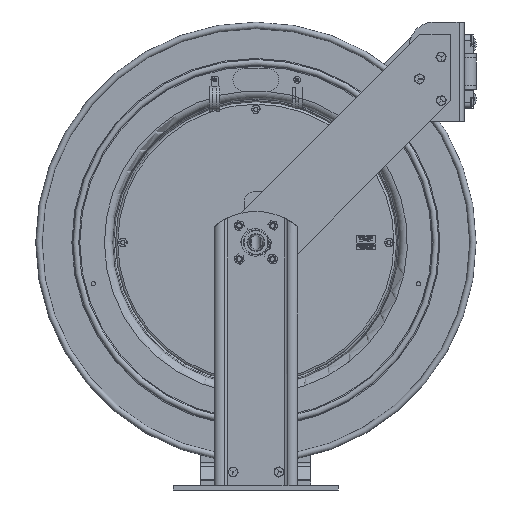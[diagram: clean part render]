
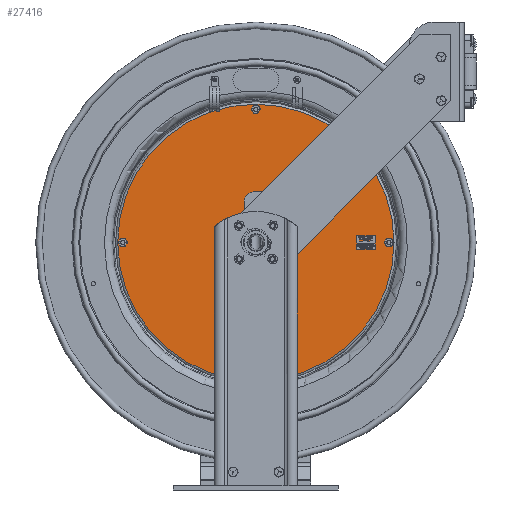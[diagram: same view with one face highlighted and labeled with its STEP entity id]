
A CAD part, front view. The second image highlights one B-rep face of the part: STEP entity #27416.
In plain terms, the highlighted planar face has unit normal (0, -1, 0).
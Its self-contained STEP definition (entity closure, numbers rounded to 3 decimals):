
#1720=FACE_BOUND('',#3018,.T.);
#1721=FACE_BOUND('',#3019,.T.);
#1722=FACE_BOUND('',#3020,.T.);
#1723=FACE_BOUND('',#3021,.T.);
#1724=FACE_BOUND('',#3022,.T.);
#2360=FACE_OUTER_BOUND('',#3017,.T.);
#3017=EDGE_LOOP('',(#22733));
#3018=EDGE_LOOP('',(#22734));
#3019=EDGE_LOOP('',(#22735));
#3020=EDGE_LOOP('',(#22736));
#3021=EDGE_LOOP('',(#22737));
#3022=EDGE_LOOP('',(#22738));
#3959=CIRCLE('',#28487,7.53);
#3960=CIRCLE('',#28488,0.141);
#3961=CIRCLE('',#28489,0.141);
#3962=CIRCLE('',#28490,0.141);
#3963=CIRCLE('',#28491,0.141);
#3964=CIRCLE('',#28492,0.655);
#12371=VERTEX_POINT('',#42160);
#12372=VERTEX_POINT('',#42162);
#12373=VERTEX_POINT('',#42164);
#12374=VERTEX_POINT('',#42166);
#12375=VERTEX_POINT('',#42168);
#12376=VERTEX_POINT('',#42170);
#17347=EDGE_CURVE('',#12371,#12371,#3959,.T.);
#17348=EDGE_CURVE('',#12372,#12372,#3960,.T.);
#17349=EDGE_CURVE('',#12373,#12373,#3961,.T.);
#17350=EDGE_CURVE('',#12374,#12374,#3962,.T.);
#17351=EDGE_CURVE('',#12375,#12375,#3963,.T.);
#17352=EDGE_CURVE('',#12376,#12376,#3964,.T.);
#22733=ORIENTED_EDGE('',*,*,#17347,.F.);
#22734=ORIENTED_EDGE('',*,*,#17348,.T.);
#22735=ORIENTED_EDGE('',*,*,#17349,.T.);
#22736=ORIENTED_EDGE('',*,*,#17350,.T.);
#22737=ORIENTED_EDGE('',*,*,#17351,.T.);
#22738=ORIENTED_EDGE('',*,*,#17352,.T.);
#26424=PLANE('',#28486);
#27416=ADVANCED_FACE('',(#2360,#1720,#1721,#1722,#1723,#1724),#26424,.T.);
#28486=AXIS2_PLACEMENT_3D('',#42159,#31437,#31438);
#28487=AXIS2_PLACEMENT_3D('',#42161,#31439,#31440);
#28488=AXIS2_PLACEMENT_3D('',#42163,#31441,#31442);
#28489=AXIS2_PLACEMENT_3D('',#42165,#31443,#31444);
#28490=AXIS2_PLACEMENT_3D('',#42167,#31445,#31446);
#28491=AXIS2_PLACEMENT_3D('',#42169,#31447,#31448);
#28492=AXIS2_PLACEMENT_3D('',#42171,#31449,#31450);
#31437=DIRECTION('center_axis',(0.,-1.,0.));
#31438=DIRECTION('ref_axis',(0.,0.,1.));
#31439=DIRECTION('center_axis',(0.,1.,0.));
#31440=DIRECTION('ref_axis',(-1.,0.,0.));
#31441=DIRECTION('center_axis',(0.,1.,0.));
#31442=DIRECTION('ref_axis',(-1.,0.,0.));
#31443=DIRECTION('center_axis',(0.,1.,0.));
#31444=DIRECTION('ref_axis',(-1.,0.,0.));
#31445=DIRECTION('center_axis',(0.,1.,0.));
#31446=DIRECTION('ref_axis',(-1.,0.,0.));
#31447=DIRECTION('center_axis',(0.,1.,0.));
#31448=DIRECTION('ref_axis',(-1.,0.,0.));
#31449=DIRECTION('center_axis',(0.,1.,0.));
#31450=DIRECTION('ref_axis',(1.,0.,0.));
#42159=CARTESIAN_POINT('Origin',(67.155,39.256,-87.587));
#42160=CARTESIAN_POINT('',(63.39,39.256,-87.587));
#42161=CARTESIAN_POINT('Origin',(70.92,39.256,-87.587));
#42162=CARTESIAN_POINT('',(63.53,39.256,-87.587));
#42163=CARTESIAN_POINT('Origin',(63.67,39.256,-87.587));
#42164=CARTESIAN_POINT('',(78.03,39.256,-87.587));
#42165=CARTESIAN_POINT('Origin',(78.17,39.256,-87.587));
#42166=CARTESIAN_POINT('',(70.78,39.256,-94.837));
#42167=CARTESIAN_POINT('Origin',(70.92,39.256,-94.837));
#42168=CARTESIAN_POINT('',(70.78,39.256,-80.337));
#42169=CARTESIAN_POINT('Origin',(70.92,39.256,-80.337));
#42170=CARTESIAN_POINT('',(70.265,39.256,-87.587));
#42171=CARTESIAN_POINT('Origin',(70.92,39.256,-87.587));
